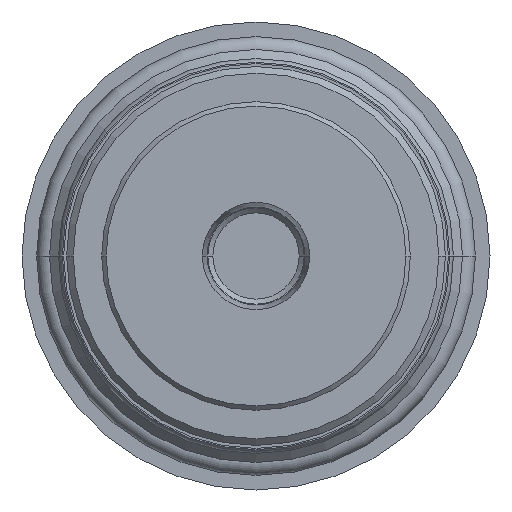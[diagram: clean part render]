
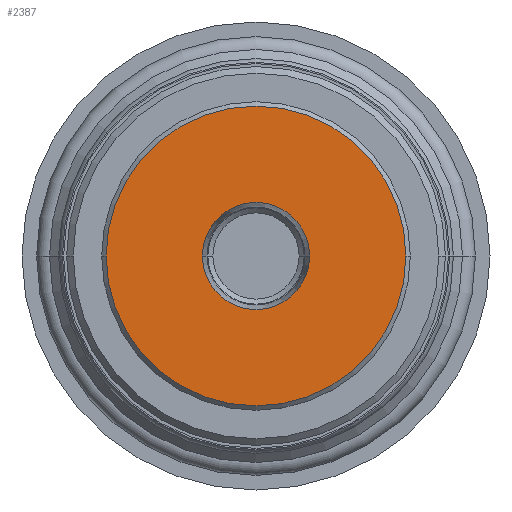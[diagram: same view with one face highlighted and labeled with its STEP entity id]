
A CAD part, left-side view. The second image highlights one B-rep face of the part: STEP entity #2387.
In plain terms, the highlighted planar face has unit normal (-1, 0, 0).
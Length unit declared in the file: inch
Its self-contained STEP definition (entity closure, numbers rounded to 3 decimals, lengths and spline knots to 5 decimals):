
#199=CARTESIAN_POINT('',(-3.145,0.,0.));
#200=DIRECTION('',(-1.,0.,0.));
#201=DIRECTION('',(0.,1.,0.));
#202=AXIS2_PLACEMENT_3D('',#199,#200,#201);
#207=CARTESIAN_POINT('',(-3.145,0.,0.));
#208=DIRECTION('',(1.,0.,0.));
#209=DIRECTION('',(0.,1.,0.));
#210=AXIS2_PLACEMENT_3D('',#207,#208,#209);
#215=CARTESIAN_POINT('',(-3.145,0.,0.));
#216=DIRECTION('',(-1.,0.,0.));
#217=DIRECTION('',(0.,1.,0.));
#218=AXIS2_PLACEMENT_3D('',#215,#216,#217);
#223=CARTESIAN_POINT('',(-3.145,0.,0.));
#224=DIRECTION('',(-1.,0.,0.));
#225=DIRECTION('',(0.,-1.,0.));
#226=AXIS2_PLACEMENT_3D('',#223,#224,#225);
#2248=CARTESIAN_POINT('',(-3.145,0.6805,0.));
#2249=CARTESIAN_POINT('',(-3.145,-0.6805,0.));
#2250=VERTEX_POINT('',#2248);
#2251=VERTEX_POINT('',#2249);
#2268=CARTESIAN_POINT('',(-3.145,0.2435,0.));
#2269=CARTESIAN_POINT('',(-3.145,-0.2435,0.));
#2270=VERTEX_POINT('',#2268);
#2271=VERTEX_POINT('',#2269);
#2371=CARTESIAN_POINT('',(-3.145,0.,0.));
#2372=DIRECTION('',(1.,0.,0.));
#2373=DIRECTION('',(0.,-1.,0.));
#2374=AXIS2_PLACEMENT_3D('',#2371,#2372,#2373);
#2375=PLANE('',#2374);
#2377=ORIENTED_EDGE('',*,*,#2376,.F.);
#2379=ORIENTED_EDGE('',*,*,#2378,.T.);
#2380=EDGE_LOOP('',(#2377,#2379));
#2381=FACE_OUTER_BOUND('',#2380,.F.);
#2383=ORIENTED_EDGE('',*,*,#2382,.T.);
#2384=ORIENTED_EDGE('',*,*,#2361,.T.);
#2385=EDGE_LOOP('',(#2383,#2384));
#2386=FACE_BOUND('',#2385,.F.);
#203=CIRCLE('',#202,0.6805);
#211=CIRCLE('',#210,0.6805);
#219=CIRCLE('',#218,0.2435);
#227=CIRCLE('',#226,0.2435);
#2361=EDGE_CURVE('',#2271,#2270,#227,.T.);
#2376=EDGE_CURVE('',#2250,#2251,#203,.T.);
#2378=EDGE_CURVE('',#2250,#2251,#211,.T.);
#2382=EDGE_CURVE('',#2270,#2271,#219,.T.);
#2387=ADVANCED_FACE('',(#2381,#2386),#2375,.F.);
